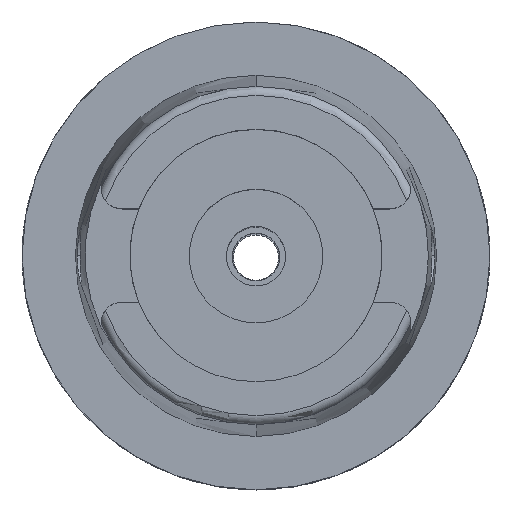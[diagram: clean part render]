
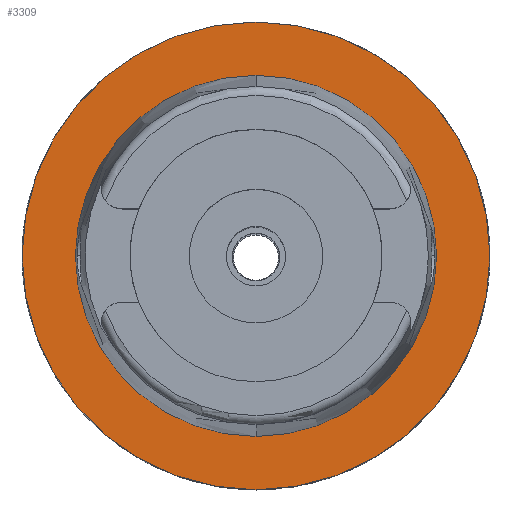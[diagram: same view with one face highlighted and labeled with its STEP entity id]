
A CAD part, top view. The second image highlights one B-rep face of the part: STEP entity #3309.
In plain terms, the highlighted planar face has unit normal (0, 0, 1).
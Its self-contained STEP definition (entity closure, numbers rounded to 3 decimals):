
#94 = FACE_OUTER_BOUND ( 'NONE', #2884, .T. ) ;
#386 = CIRCLE ( 'NONE', #3164, 24.315 ) ;
#413 = VERTEX_POINT ( 'NONE', #3815 ) ;
#680 = ORIENTED_EDGE ( 'NONE', *, *, #1657, .F. ) ;
#726 = DIRECTION ( 'NONE',  ( 0., 0., -1. ) ) ;
#754 = CARTESIAN_POINT ( 'NONE',  ( 0., 0., 0. ) ) ;
#777 = DIRECTION ( 'NONE',  ( 0., 0., 1. ) ) ;
#1056 = EDGE_CURVE ( 'NONE', #3756, #413, #1944, .T. ) ;
#1196 = CARTESIAN_POINT ( 'NONE',  ( 0., 0., 0. ) ) ;
#1317 = VERTEX_POINT ( 'NONE', #1698 ) ;
#1657 = EDGE_CURVE ( 'NONE', #1317, #1752, #3765, .T. ) ;
#1680 = CARTESIAN_POINT ( 'NONE',  ( 0., 0., 0. ) ) ;
#1698 = CARTESIAN_POINT ( 'NONE',  ( 0., 31.5, 0. ) ) ;
#1741 = FACE_BOUND ( 'NONE', #4112, .T. ) ;
#1752 = VERTEX_POINT ( 'NONE', #3315 ) ;
#1759 = DIRECTION ( 'NONE',  ( 0., 0., 1. ) ) ;
#1815 = CARTESIAN_POINT ( 'NONE',  ( 0., -24.315, 0. ) ) ;
#1944 = CIRCLE ( 'NONE', #2986, 24.315 ) ;
#1945 = EDGE_CURVE ( 'NONE', #413, #3756, #386, .T. ) ;
#2180 = EDGE_CURVE ( 'NONE', #1752, #1317, #4634, .T. ) ;
#2550 = ORIENTED_EDGE ( 'NONE', *, *, #2180, .F. ) ;
#2753 = ORIENTED_EDGE ( 'NONE', *, *, #1945, .F. ) ;
#2797 = DIRECTION ( 'NONE',  ( 0., -1., 0. ) ) ;
#2884 = EDGE_LOOP ( 'NONE', ( #680, #2550 ) ) ;
#2986 = AXIS2_PLACEMENT_3D ( 'NONE', #1196, #777, #4939 ) ;
#3164 = AXIS2_PLACEMENT_3D ( 'NONE', #1680, #1759, #5029 ) ;
#3309 = ADVANCED_FACE ( 'NONE', ( #94, #1741 ), #4169, .F. ) ;
#3315 = CARTESIAN_POINT ( 'NONE',  ( 0., -31.5, 0. ) ) ;
#3336 = AXIS2_PLACEMENT_3D ( 'NONE', #754, #726, #2797 ) ;
#3526 = AXIS2_PLACEMENT_3D ( 'NONE', #3726, #4563, #4585 ) ;
#3628 = CARTESIAN_POINT ( 'NONE',  ( 0., 0., 0. ) ) ;
#3726 = CARTESIAN_POINT ( 'NONE',  ( 0., 0., 0. ) ) ;
#3756 = VERTEX_POINT ( 'NONE', #1815 ) ;
#3765 = CIRCLE ( 'NONE', #4717, 31.5 ) ;
#3815 = CARTESIAN_POINT ( 'NONE',  ( 0., 24.315, 0. ) ) ;
#4112 = EDGE_LOOP ( 'NONE', ( #2753, #4637 ) ) ;
#4169 = PLANE ( 'NONE',  #3526 ) ;
#4457 = DIRECTION ( 'NONE',  ( 0., 1., 0. ) ) ;
#4563 = DIRECTION ( 'NONE',  ( 0., 0., -1. ) ) ;
#4585 = DIRECTION ( 'NONE',  ( 0., -1., 0. ) ) ;
#4634 = CIRCLE ( 'NONE', #3336, 31.5 ) ;
#4637 = ORIENTED_EDGE ( 'NONE', *, *, #1056, .F. ) ;
#4717 = AXIS2_PLACEMENT_3D ( 'NONE', #3628, #5300, #4457 ) ;
#4939 = DIRECTION ( 'NONE',  ( 0., -1., 0. ) ) ;
#5029 = DIRECTION ( 'NONE',  ( 0., 1., 0. ) ) ;
#5300 = DIRECTION ( 'NONE',  ( 0., 0., -1. ) ) ;
